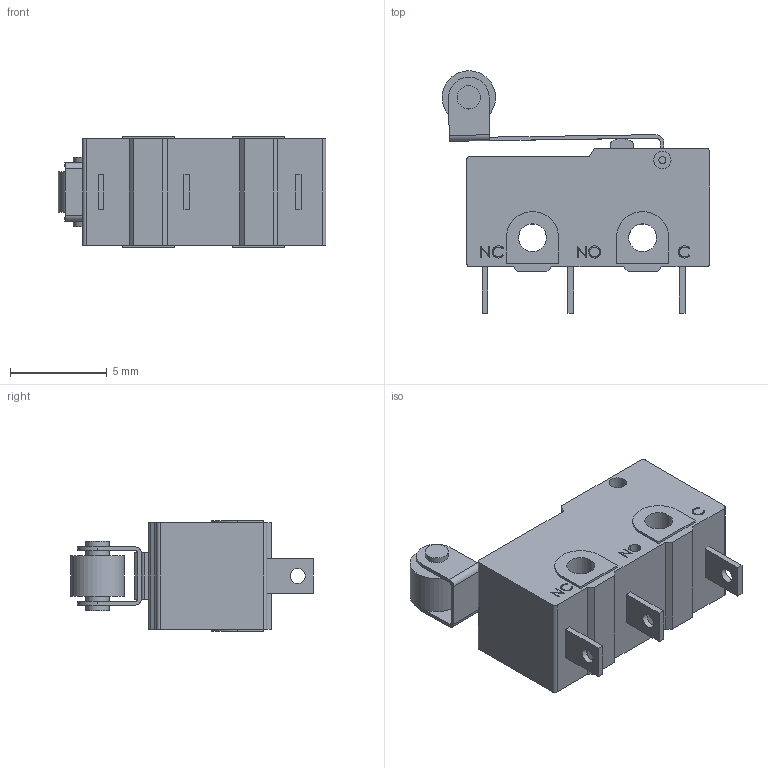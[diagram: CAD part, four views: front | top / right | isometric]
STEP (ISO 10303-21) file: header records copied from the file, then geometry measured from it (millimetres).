
FILE_DESCRIPTION(/* description */ (''),/* implementation_level */ '2;1');
FILE_NAME(/* name */ 'Концевик.stp',/* time_stamp */ '2024-01-27T13:41:11+03:00',/* author */ ('79651'),/* organization */ (''),/* preprocessor_version */ 'ST-DEVELOPER v18.1',/* originating_system */ 'Autodesk Inventor 2022',/* authorisation */ '');
FILE_SCHEMA (('AUTOMOTIVE_DESIGN { 1 0 10303 214 3 1 1 }'));
Length unit declared in the file: millimetre
Products named in the file (1): концевик
Bounding box: 13.84 x 12.54 x 5.74 mm (x, y, z)
Volume: 418 mm3; surface area: 632.4 mm2
Topology: 5 solids, 5 shells, 397 faces, 1028 edges, 684 vertices
Faces by surface type: plane 231, bspline 134, cylinder 32
Full cylindrical faces by diameter (mm): 0.36 x2, 0.776 x3, 0.9 x2, 1.2 x4, 1.44 x2, 2.76 x1
Entity records: 23013 total; most frequent: CARTESIAN_POINT 14002, ORIENTED_EDGE 2056, DIRECTION 1352, EDGE_CURVE 1028, LINE 696, VECTOR 696, VERTEX_POINT 684, EDGE_LOOP 452
